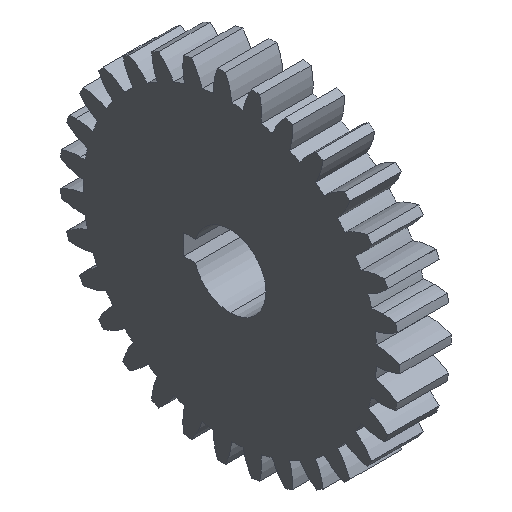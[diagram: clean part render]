
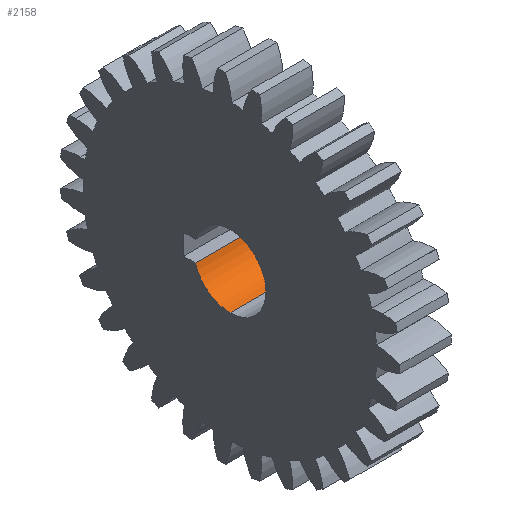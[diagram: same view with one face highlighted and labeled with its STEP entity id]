
A CAD part, isometric view. The second image highlights one B-rep face of the part: STEP entity #2158.
In plain terms, the highlighted cylindrical face has radius 3.5 mm (diameter 7 mm), a partial arc.
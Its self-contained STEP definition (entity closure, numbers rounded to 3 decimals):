
#29 = CARTESIAN_POINT ( 'NONE',  ( 50., 0., -3.5 ) ) ;
#429 = CARTESIAN_POINT ( 'NONE',  ( 5., 0., -3.5 ) ) ;
#490 = DIRECTION ( 'NONE',  ( -1., 0., 0. ) ) ;
#595 = ORIENTED_EDGE ( 'NONE', *, *, #4454, .T. ) ;
#878 = DIRECTION ( 'NONE',  ( 0., 0., -1. ) ) ;
#1069 = DIRECTION ( 'NONE',  ( 1., 0., 0. ) ) ;
#1161 = EDGE_CURVE ( 'NONE', #3658, #3756, #2468, .T. ) ;
#1258 = CARTESIAN_POINT ( 'NONE',  ( 50., 0., 0. ) ) ;
#1448 = DIRECTION ( 'NONE',  ( 0., 0., 1. ) ) ;
#1451 = AXIS2_PLACEMENT_3D ( 'NONE', #1258, #2797, #1635 ) ;
#1457 = CARTESIAN_POINT ( 'NONE',  ( 0., 0., -3.5 ) ) ;
#1579 = DIRECTION ( 'NONE',  ( -1., 0., 0. ) ) ;
#1635 = DIRECTION ( 'NONE',  ( 0., 0., 1. ) ) ;
#1706 = AXIS2_PLACEMENT_3D ( 'NONE', #3290, #1069, #1448 ) ;
#1724 = LINE ( 'NONE', #4666, #4260 ) ;
#2022 = ORIENTED_EDGE ( 'NONE', *, *, #3201, .T. ) ;
#2122 = VECTOR ( 'NONE', #4789, 1000. ) ;
#2158 = ADVANCED_FACE ( 'NONE', ( #3163 ), #3686, .F. ) ;
#2170 = EDGE_CURVE ( 'NONE', #4061, #4455, #1724, .T. ) ;
#2468 = LINE ( 'NONE', #29, #2122 ) ;
#2590 = ORIENTED_EDGE ( 'NONE', *, *, #2170, .T. ) ;
#2710 = CARTESIAN_POINT ( 'NONE',  ( 0., 0., 0. ) ) ;
#2797 = DIRECTION ( 'NONE',  ( -1., 0., 0. ) ) ;
#2915 = CIRCLE ( 'NONE', #1706, 3.5 ) ;
#3163 = FACE_OUTER_BOUND ( 'NONE', #4440, .T. ) ;
#3201 = EDGE_CURVE ( 'NONE', #3658, #4061, #2915, .T. ) ;
#3261 = CIRCLE ( 'NONE', #3427, 3.5 ) ;
#3290 = CARTESIAN_POINT ( 'NONE',  ( 5., 0., 0. ) ) ;
#3382 = CARTESIAN_POINT ( 'NONE',  ( 5., 3.354, -1. ) ) ;
#3427 = AXIS2_PLACEMENT_3D ( 'NONE', #2710, #1579, #878 ) ;
#3658 = VERTEX_POINT ( 'NONE', #429 ) ;
#3686 = CYLINDRICAL_SURFACE ( 'NONE', #1451, 3.5 ) ;
#3756 = VERTEX_POINT ( 'NONE', #1457 ) ;
#4061 = VERTEX_POINT ( 'NONE', #3382 ) ;
#4155 = CARTESIAN_POINT ( 'NONE',  ( 0., 3.354, -1. ) ) ;
#4260 = VECTOR ( 'NONE', #490, 1000. ) ;
#4440 = EDGE_LOOP ( 'NONE', ( #4785, #2022, #2590, #595 ) ) ;
#4454 = EDGE_CURVE ( 'NONE', #4455, #3756, #3261, .T. ) ;
#4455 = VERTEX_POINT ( 'NONE', #4155 ) ;
#4666 = CARTESIAN_POINT ( 'NONE',  ( 50., 3.354, -1. ) ) ;
#4785 = ORIENTED_EDGE ( 'NONE', *, *, #1161, .F. ) ;
#4789 = DIRECTION ( 'NONE',  ( -1., 0., 0. ) ) ;
